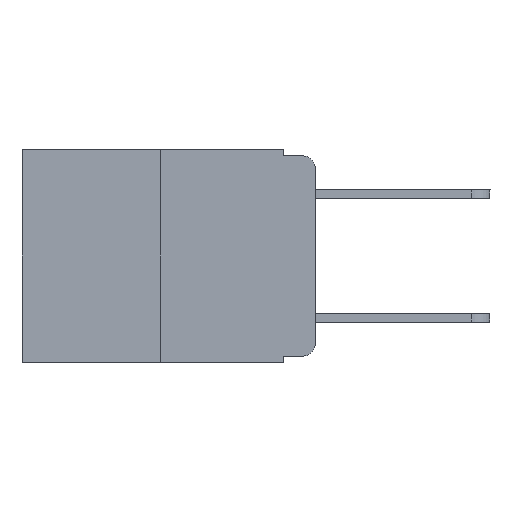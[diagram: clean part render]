
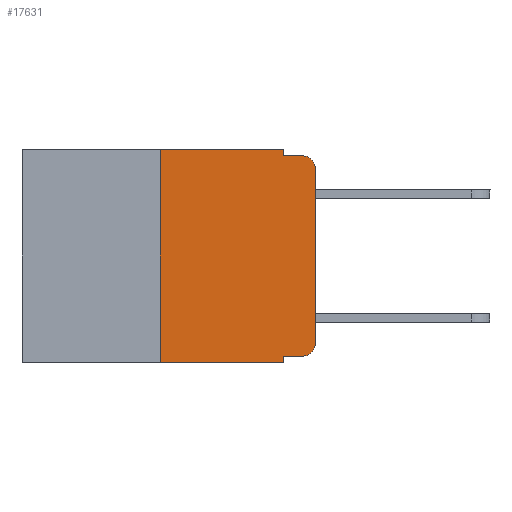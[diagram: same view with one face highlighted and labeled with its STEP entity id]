
A CAD part, left-side view. The second image highlights one B-rep face of the part: STEP entity #17631.
In plain terms, the highlighted planar face has unit normal (-1, 0, 0).
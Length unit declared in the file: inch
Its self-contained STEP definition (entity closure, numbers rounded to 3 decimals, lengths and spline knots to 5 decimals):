
#361 = VECTOR ( 'NONE', #22110, 39.37008 ) ;
#1076 = VECTOR ( 'NONE', #2907, 39.37008 ) ;
#1464 = LINE ( 'NONE', #8745, #13759 ) ;
#1625 = AXIS2_PLACEMENT_3D ( 'NONE', #9140, #10972, #10849 ) ;
#1810 = VERTEX_POINT ( 'NONE', #2178 ) ;
#2178 = CARTESIAN_POINT ( 'NONE',  ( 0., 0.25, 0. ) ) ;
#2301 = CARTESIAN_POINT ( 'NONE',  ( 0., 0.051, 0. ) ) ;
#2771 = EDGE_CURVE ( 'NONE', #8179, #7632, #1464, .T. ) ;
#2907 = DIRECTION ( 'NONE',  ( 0., 0., 1. ) ) ;
#3101 = VERTEX_POINT ( 'NONE', #14330 ) ;
#3749 = ORIENTED_EDGE ( 'NONE', *, *, #23570, .T. ) ;
#4382 = DIRECTION ( 'NONE',  ( 0., 0., -1. ) ) ;
#4415 = ORIENTED_EDGE ( 'NONE', *, *, #19184, .F. ) ;
#4438 = LINE ( 'NONE', #15987, #9736 ) ;
#5079 = ORIENTED_EDGE ( 'NONE', *, *, #19718, .F. ) ;
#6091 = DIRECTION ( 'NONE',  ( 0., 0., -1. ) ) ;
#6109 = LINE ( 'NONE', #17417, #16393 ) ;
#6474 = LINE ( 'NONE', #17892, #1076 ) ;
#6670 = LINE ( 'NONE', #12195, #13219 ) ;
#6933 = DIRECTION ( 'NONE',  ( 0., 0., -1. ) ) ;
#7495 = EDGE_CURVE ( 'NONE', #19140, #3101, #10663, .T. ) ;
#7505 = ORIENTED_EDGE ( 'NONE', *, *, #20036, .F. ) ;
#7591 = CARTESIAN_POINT ( 'NONE',  ( 0., 0.02, -0.01 ) ) ;
#7621 = VERTEX_POINT ( 'NONE', #2301 ) ;
#7632 = VERTEX_POINT ( 'NONE', #7591 ) ;
#7664 = CARTESIAN_POINT ( 'NONE',  ( 0., 0.051, -0.333 ) ) ;
#7667 = ORIENTED_EDGE ( 'NONE', *, *, #7495, .T. ) ;
#8179 = VERTEX_POINT ( 'NONE', #21334 ) ;
#8402 = DIRECTION ( 'NONE',  ( 0., 0., -1. ) ) ;
#8564 = VERTEX_POINT ( 'NONE', #19057 ) ;
#8745 = CARTESIAN_POINT ( 'NONE',  ( 0., 0.051, -0.01 ) ) ;
#8786 = CARTESIAN_POINT ( 'NONE',  ( 0., 0.02, -0.03 ) ) ;
#9140 = CARTESIAN_POINT ( 'NONE',  ( 0., 0.473, 0. ) ) ;
#9172 = VECTOR ( 'NONE', #22231, 39.37008 ) ;
#9736 = VECTOR ( 'NONE', #17353, 39.37008 ) ;
#10102 = EDGE_LOOP ( 'NONE', ( #15910, #20974, #19345, #4415, #5079, #7505, #17155, #20786, #7667, #3749 ) ) ;
#10445 = EDGE_CURVE ( 'NONE', #17300, #7632, #13940, .T. ) ;
#10545 = CARTESIAN_POINT ( 'NONE',  ( 0., 0.051, -0.333 ) ) ;
#10663 = LINE ( 'NONE', #10545, #9172 ) ;
#10735 = PLANE ( 'NONE',  #1625 ) ;
#10849 = DIRECTION ( 'NONE',  ( 0., 0., -1. ) ) ;
#10972 = DIRECTION ( 'NONE',  ( 1., 0., 0. ) ) ;
#11351 = VECTOR ( 'NONE', #13221, 39.37008 ) ;
#12195 = CARTESIAN_POINT ( 'NONE',  ( 0., 0.051, 0. ) ) ;
#12208 = AXIS2_PLACEMENT_3D ( 'NONE', #20982, #21214, #6091 ) ;
#12737 = CARTESIAN_POINT ( 'NONE',  ( 0., 0.473, -0.343 ) ) ;
#13219 = VECTOR ( 'NONE', #8402, 39.37008 ) ;
#13221 = DIRECTION ( 'NONE',  ( 0., -1., 0. ) ) ;
#13759 = VECTOR ( 'NONE', #20186, 39.37008 ) ;
#13940 = CIRCLE ( 'NONE', #16680, 0.02 ) ;
#14330 = CARTESIAN_POINT ( 'NONE',  ( 0., 0.02, -0.333 ) ) ;
#14590 = CARTESIAN_POINT ( 'NONE',  ( 0., 0., 0. ) ) ;
#15442 = CARTESIAN_POINT ( 'NONE',  ( 0., 0., -0.03 ) ) ;
#15710 = CARTESIAN_POINT ( 'NONE',  ( 0., 0.25, -0.343 ) ) ;
#15910 = ORIENTED_EDGE ( 'NONE', *, *, #21760, .T. ) ;
#15987 = CARTESIAN_POINT ( 'NONE',  ( 0., 0.473, 0. ) ) ;
#16393 = VECTOR ( 'NONE', #4382, 39.37008 ) ;
#16680 = AXIS2_PLACEMENT_3D ( 'NONE', #8786, #23791, #6933 ) ;
#17155 = ORIENTED_EDGE ( 'NONE', *, *, #21651, .T. ) ;
#17300 = VERTEX_POINT ( 'NONE', #15442 ) ;
#17353 = DIRECTION ( 'NONE',  ( 0., -1., 0. ) ) ;
#17417 = CARTESIAN_POINT ( 'NONE',  ( 0., 0.051, 0. ) ) ;
#17631 = ADVANCED_FACE ( 'NONE', ( #23668 ), #10735, .F. ) ;
#17892 = CARTESIAN_POINT ( 'NONE',  ( 0., 0.25, 0. ) ) ;
#18013 = CARTESIAN_POINT ( 'NONE',  ( 0., 0., -0.313 ) ) ;
#18369 = VERTEX_POINT ( 'NONE', #15710 ) ;
#19057 = CARTESIAN_POINT ( 'NONE',  ( 0., 0.051, -0.343 ) ) ;
#19140 = VERTEX_POINT ( 'NONE', #7664 ) ;
#19184 = EDGE_CURVE ( 'NONE', #7621, #8179, #6670, .T. ) ;
#19345 = ORIENTED_EDGE ( 'NONE', *, *, #2771, .F. ) ;
#19718 = EDGE_CURVE ( 'NONE', #1810, #7621, #4438, .T. ) ;
#19886 = EDGE_CURVE ( 'NONE', #19140, #8564, #6109, .T. ) ;
#20036 = EDGE_CURVE ( 'NONE', #18369, #1810, #6474, .T. ) ;
#20107 = VERTEX_POINT ( 'NONE', #18013 ) ;
#20186 = DIRECTION ( 'NONE',  ( 0., -1., 0. ) ) ;
#20262 = LINE ( 'NONE', #12737, #11351 ) ;
#20786 = ORIENTED_EDGE ( 'NONE', *, *, #19886, .F. ) ;
#20974 = ORIENTED_EDGE ( 'NONE', *, *, #10445, .T. ) ;
#20982 = CARTESIAN_POINT ( 'NONE',  ( 0., 0.02, -0.313 ) ) ;
#21214 = DIRECTION ( 'NONE',  ( -1., 0., 0. ) ) ;
#21334 = CARTESIAN_POINT ( 'NONE',  ( 0., 0.051, -0.01 ) ) ;
#21651 = EDGE_CURVE ( 'NONE', #18369, #8564, #20262, .T. ) ;
#21760 = EDGE_CURVE ( 'NONE', #20107, #17300, #22598, .T. ) ;
#22110 = DIRECTION ( 'NONE',  ( 0., 0., 1. ) ) ;
#22231 = DIRECTION ( 'NONE',  ( 0., -1., 0. ) ) ;
#22598 = LINE ( 'NONE', #14590, #361 ) ;
#23229 = CIRCLE ( 'NONE', #12208, 0.02 ) ;
#23570 = EDGE_CURVE ( 'NONE', #3101, #20107, #23229, .T. ) ;
#23668 = FACE_OUTER_BOUND ( 'NONE', #10102, .T. ) ;
#23791 = DIRECTION ( 'NONE',  ( -1., 0., 0. ) ) ;
